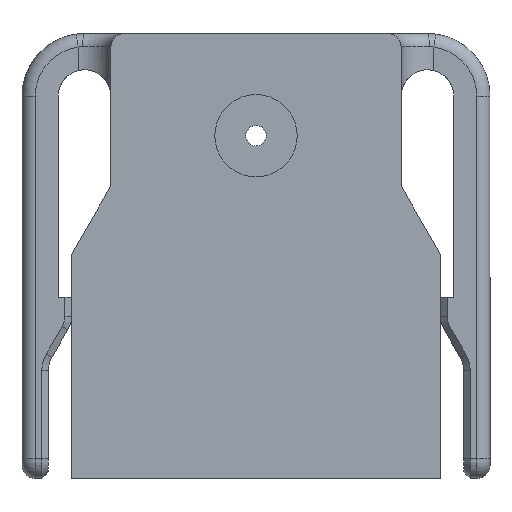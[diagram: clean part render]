
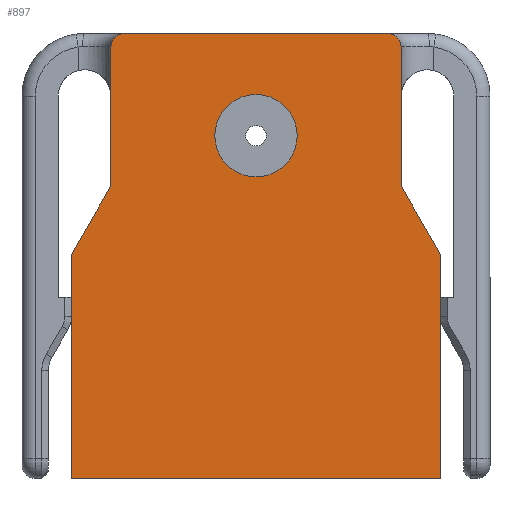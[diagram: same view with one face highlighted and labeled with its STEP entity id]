
A CAD part, front view. The second image highlights one B-rep face of the part: STEP entity #897.
In plain terms, the highlighted planar face has unit normal (0, -1, 0).
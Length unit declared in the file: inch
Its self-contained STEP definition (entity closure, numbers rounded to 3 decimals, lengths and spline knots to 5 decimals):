
#16 = ORIENTED_EDGE ( 'NONE', *, *, #512, .F. ) ;
#40 = DIRECTION ( 'NONE',  ( 0.5, 0., 0.866 ) ) ;
#102 = ORIENTED_EDGE ( 'NONE', *, *, #3618, .T. ) ;
#121 = ORIENTED_EDGE ( 'NONE', *, *, #1910, .T. ) ;
#219 = ORIENTED_EDGE ( 'NONE', *, *, #4184, .F. ) ;
#240 = VECTOR ( 'NONE', #40, 39.37008 ) ;
#280 = CARTESIAN_POINT ( 'NONE',  ( 0., -0.5, 0.44 ) ) ;
#302 = DIRECTION ( 'NONE',  ( 0., 0., 1. ) ) ;
#328 = DIRECTION ( 'NONE',  ( 0., 1., 0. ) ) ;
#402 = VECTOR ( 'NONE', #4067, 39.37008 ) ;
#403 = LINE ( 'NONE', #1032, #240 ) ;
#423 = CARTESIAN_POINT ( 'NONE',  ( 0.44, -0.5, 0.28785 ) ) ;
#427 = VERTEX_POINT ( 'NONE', #776 ) ;
#432 = CARTESIAN_POINT ( 'NONE',  ( 0.4, -0.5, 0.75 ) ) ;
#484 = CARTESIAN_POINT ( 'NONE',  ( 0.56, -0.5, 0.08 ) ) ;
#512 = EDGE_CURVE ( 'NONE', #2460, #427, #1364, .T. ) ;
#563 = CARTESIAN_POINT ( 'NONE',  ( -0.4, -0.5, 0.75 ) ) ;
#613 = EDGE_LOOP ( 'NONE', ( #3690, #759, #16, #3224, #219, #4084, #1170, #102, #3577, #1946 ) ) ;
#637 = EDGE_CURVE ( 'NONE', #2547, #817, #1549, .T. ) ;
#659 = VERTEX_POINT ( 'NONE', #563 ) ;
#666 = LINE ( 'NONE', #701, #1315 ) ;
#696 = DIRECTION ( 'NONE',  ( 0., 0., 1. ) ) ;
#701 = CARTESIAN_POINT ( 'NONE',  ( 0., -0.5, -0.6 ) ) ;
#759 = ORIENTED_EDGE ( 'NONE', *, *, #1202, .T. ) ;
#776 = CARTESIAN_POINT ( 'NONE',  ( -0.44, -0.5, 0.71 ) ) ;
#817 = VERTEX_POINT ( 'NONE', #1818 ) ;
#884 = DIRECTION ( 'NONE',  ( 0., 0., 1. ) ) ;
#897 = ADVANCED_FACE ( 'NONE', ( #2862, #2722 ), #2618, .F. ) ;
#957 = VERTEX_POINT ( 'NONE', #1577 ) ;
#1007 = EDGE_LOOP ( 'NONE', ( #121, #2084 ) ) ;
#1032 = CARTESIAN_POINT ( 'NONE',  ( -0.56, -0.5, 0.08 ) ) ;
#1046 = CIRCLE ( 'NONE', #1525, 0.04 ) ;
#1073 = AXIS2_PLACEMENT_3D ( 'NONE', #3723, #328, #3285 ) ;
#1132 = CARTESIAN_POINT ( 'NONE',  ( 0.56, -0.5, -0.6 ) ) ;
#1151 = CARTESIAN_POINT ( 'NONE',  ( -0.4, -0.5, 0.71 ) ) ;
#1170 = ORIENTED_EDGE ( 'NONE', *, *, #3855, .T. ) ;
#1195 = DIRECTION ( 'NONE',  ( 0., 1., 0. ) ) ;
#1202 = EDGE_CURVE ( 'NONE', #659, #427, #1046, .T. ) ;
#1279 = AXIS2_PLACEMENT_3D ( 'NONE', #280, #4162, #1826 ) ;
#1314 = CARTESIAN_POINT ( 'NONE',  ( -0.56, -0.5, -0.6 ) ) ;
#1315 = VECTOR ( 'NONE', #1991, 39.37008 ) ;
#1364 = LINE ( 'NONE', #3957, #3920 ) ;
#1446 = CARTESIAN_POINT ( 'NONE',  ( -0.56, -0.5, 0. ) ) ;
#1491 = EDGE_CURVE ( 'NONE', #957, #2460, #403, .T. ) ;
#1511 = EDGE_CURVE ( 'NONE', #2587, #3893, #666, .T. ) ;
#1525 = AXIS2_PLACEMENT_3D ( 'NONE', #1151, #2106, #3109 ) ;
#1546 = VECTOR ( 'NONE', #1698, 39.37008 ) ;
#1549 = CIRCLE ( 'NONE', #1279, 0.125 ) ;
#1577 = CARTESIAN_POINT ( 'NONE',  ( -0.56, -0.5, 0.08 ) ) ;
#1626 = DIRECTION ( 'NONE',  ( 0., 0., 1. ) ) ;
#1698 = DIRECTION ( 'NONE',  ( -0.5, 0., 0.866 ) ) ;
#1818 = CARTESIAN_POINT ( 'NONE',  ( 0., -0.5, 0.565 ) ) ;
#1826 = DIRECTION ( 'NONE',  ( 0., 0., 1. ) ) ;
#1842 = VERTEX_POINT ( 'NONE', #3867 ) ;
#1910 = EDGE_CURVE ( 'NONE', #817, #2547, #3711, .T. ) ;
#1946 = ORIENTED_EDGE ( 'NONE', *, *, #4119, .F. ) ;
#1991 = DIRECTION ( 'NONE',  ( -1., 0., 0. ) ) ;
#2030 = AXIS2_PLACEMENT_3D ( 'NONE', #3136, #1195, #884 ) ;
#2084 = ORIENTED_EDGE ( 'NONE', *, *, #637, .T. ) ;
#2106 = DIRECTION ( 'NONE',  ( 0., -1., 0. ) ) ;
#2174 = VERTEX_POINT ( 'NONE', #3185 ) ;
#2185 = DIRECTION ( 'NONE',  ( 1., 0., 0. ) ) ;
#2214 = EDGE_CURVE ( 'NONE', #659, #2456, #3440, .T. ) ;
#2260 = LINE ( 'NONE', #3912, #3797 ) ;
#2456 = VERTEX_POINT ( 'NONE', #432 ) ;
#2457 = CARTESIAN_POINT ( 'NONE',  ( 0., -0.5, 0.315 ) ) ;
#2460 = VERTEX_POINT ( 'NONE', #4003 ) ;
#2547 = VERTEX_POINT ( 'NONE', #2457 ) ;
#2585 = VERTEX_POINT ( 'NONE', #3091 ) ;
#2587 = VERTEX_POINT ( 'NONE', #1132 ) ;
#2618 = PLANE ( 'NONE',  #1073 ) ;
#2722 = FACE_OUTER_BOUND ( 'NONE', #613, .T. ) ;
#2785 = DIRECTION ( 'NONE',  ( 0., 0., 1. ) ) ;
#2841 = EDGE_CURVE ( 'NONE', #2174, #1842, #4058, .T. ) ;
#2862 = FACE_BOUND ( 'NONE', #1007, .T. ) ;
#2937 = CARTESIAN_POINT ( 'NONE',  ( 0., -0.5, 0.44 ) ) ;
#3091 = CARTESIAN_POINT ( 'NONE',  ( 0.56, -0.5, 0.08 ) ) ;
#3109 = DIRECTION ( 'NONE',  ( 0., 0., 1. ) ) ;
#3136 = CARTESIAN_POINT ( 'NONE',  ( 0.4, -0.5, 0.71 ) ) ;
#3185 = CARTESIAN_POINT ( 'NONE',  ( 0.44, -0.5, 0.28785 ) ) ;
#3224 = ORIENTED_EDGE ( 'NONE', *, *, #1491, .F. ) ;
#3285 = DIRECTION ( 'NONE',  ( 0., 0., 1. ) ) ;
#3307 = VECTOR ( 'NONE', #2185, 39.37008 ) ;
#3440 = LINE ( 'NONE', #3800, #3307 ) ;
#3577 = ORIENTED_EDGE ( 'NONE', *, *, #2841, .T. ) ;
#3596 = DIRECTION ( 'NONE',  ( 0., 1., 0. ) ) ;
#3618 = EDGE_CURVE ( 'NONE', #2585, #2174, #4024, .T. ) ;
#3690 = ORIENTED_EDGE ( 'NONE', *, *, #2214, .F. ) ;
#3711 = CIRCLE ( 'NONE', #4182, 0.125 ) ;
#3723 = CARTESIAN_POINT ( 'NONE',  ( 0., -0.5, 0. ) ) ;
#3797 = VECTOR ( 'NONE', #302, 39.37008 ) ;
#3800 = CARTESIAN_POINT ( 'NONE',  ( -0.44, -0.5, 0.75 ) ) ;
#3810 = LINE ( 'NONE', #1446, #402 ) ;
#3855 = EDGE_CURVE ( 'NONE', #2587, #2585, #2260, .T. ) ;
#3867 = CARTESIAN_POINT ( 'NONE',  ( 0.44, -0.5, 0.71 ) ) ;
#3893 = VERTEX_POINT ( 'NONE', #1314 ) ;
#3912 = CARTESIAN_POINT ( 'NONE',  ( 0.56, -0.5, 0. ) ) ;
#3920 = VECTOR ( 'NONE', #696, 39.37008 ) ;
#3957 = CARTESIAN_POINT ( 'NONE',  ( -0.44, -0.5, 0.28785 ) ) ;
#3982 = VECTOR ( 'NONE', #2785, 39.37008 ) ;
#4003 = CARTESIAN_POINT ( 'NONE',  ( -0.44, -0.5, 0.28785 ) ) ;
#4024 = LINE ( 'NONE', #484, #1546 ) ;
#4058 = LINE ( 'NONE', #423, #3982 ) ;
#4066 = CIRCLE ( 'NONE', #2030, 0.04 ) ;
#4067 = DIRECTION ( 'NONE',  ( 0., 0., 1. ) ) ;
#4084 = ORIENTED_EDGE ( 'NONE', *, *, #1511, .F. ) ;
#4119 = EDGE_CURVE ( 'NONE', #2456, #1842, #4066, .T. ) ;
#4162 = DIRECTION ( 'NONE',  ( 0., 1., 0. ) ) ;
#4182 = AXIS2_PLACEMENT_3D ( 'NONE', #2937, #3596, #1626 ) ;
#4184 = EDGE_CURVE ( 'NONE', #3893, #957, #3810, .T. ) ;
